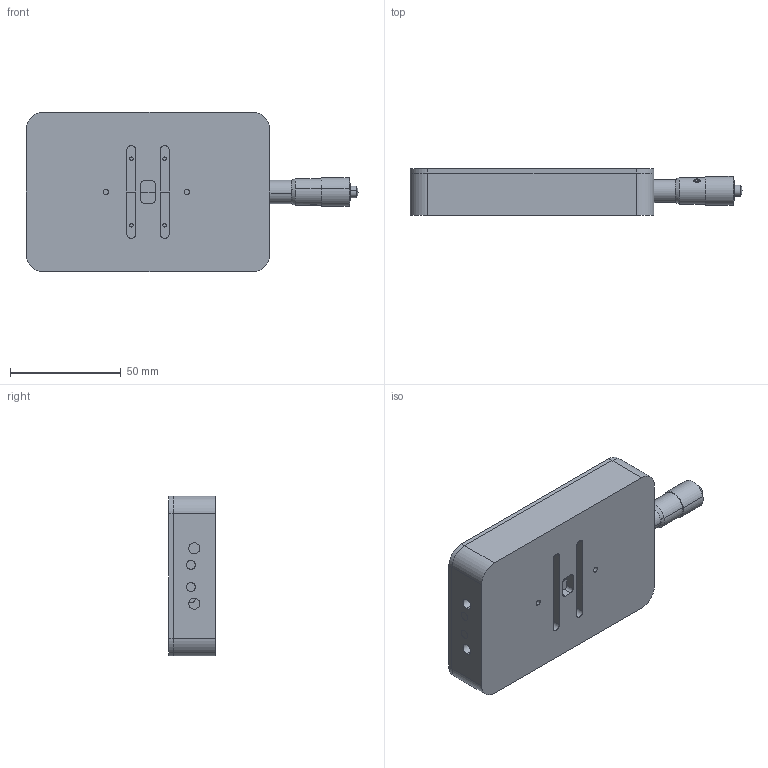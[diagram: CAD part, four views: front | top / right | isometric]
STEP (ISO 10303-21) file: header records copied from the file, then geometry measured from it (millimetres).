
FILE_DESCRIPTION (( 'STEP AP214' ), '1' );
FILE_NAME ('SL-501M.STEP', '2018-10-04T07:44:54', ( '' ), ( '' ), 'SwSTEP 2.0', 'SolidWorks 2016', '' );
FILE_SCHEMA (( 'AUTOMOTIVE_DESIGN' ));
Length unit declared in the file: millimetre
Products named in the file (1): SL-501M
Bounding box: 149.68 x 21 x 72 mm (x, y, z)
Surface area: 39248.1 mm2 (no closed solid volume)
Topology: 0 solids, 12 shells, 171 faces, 950 edges, 789 vertices
Faces by surface type: cylinder 74, plane 62, cone 18, bspline 15, torus 2
Entity records: 15890 total; most frequent: CARTESIAN_POINT 7052, DIRECTION 1290, ORIENTED_EDGE 1249, EDGE_CURVE 948, VERTEX_POINT 789, AXIS2_PLACEMENT_3D 456, LINE 378, VECTOR 378
